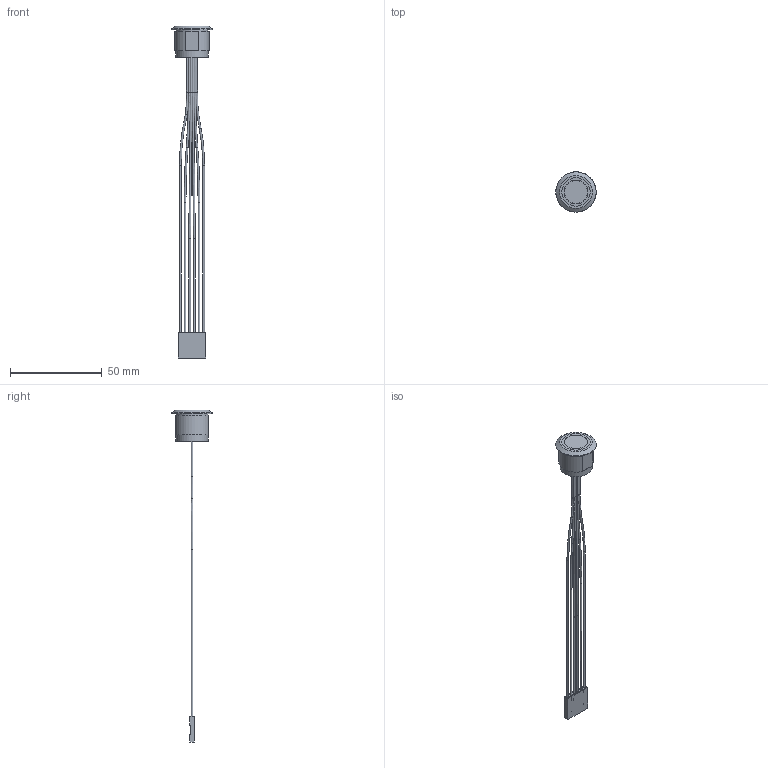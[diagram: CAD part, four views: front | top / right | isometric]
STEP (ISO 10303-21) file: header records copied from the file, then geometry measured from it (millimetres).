
FILE_DESCRIPTION(/* description */ ('','CAx-IF Rec.Pracs.---Representation and Presentation of Product Manufacturing Information (PMI)---4.0---2014-10-13'),/* implementation_level */ '2;1');
FILE_NAME(/* name */ 'CS4x2FR.stp',/* time_stamp */ '2020-03-20T11:03:18-05:00',/* author */ ('mroman'),/* organization */ (''),/* preprocessor_version */ 'ST-DEVELOPER v17',/* originating_system */ 'Autodesk Inventor 2018',/* authorisation */ '');
FILE_SCHEMA (('AP242_MANAGED_MODEL_BASED_3D_ENGINEERING_MIM_LF { 1 0 10303 442 1 1 4 }'));
Length unit declared in the file: millimetre
Products named in the file (1): CS4x2FR
Bounding box: 22 x 22 x 181 mm (x, y, z)
Volume: 5668.7 mm3; surface area: 5610.6 mm2
Topology: 3 solids, 3 shells, 184 faces, 500 edges, 309 vertices
Faces by surface type: plane 132, cylinder 40, torus 10, sphere 1, cone 1
Full cylindrical faces by diameter (mm): 1 x10, 13 x1, 17.5 x1, 17.6 x1, 22 x1
Entity records: 6497 total; most frequent: CARTESIAN_POINT 1765, ORIENTED_EDGE 970, DIRECTION 958, EDGE_CURVE 485, LINE 378, VECTOR 378, VERTEX_POINT 302, AXIS2_PLACEMENT_3D 294
